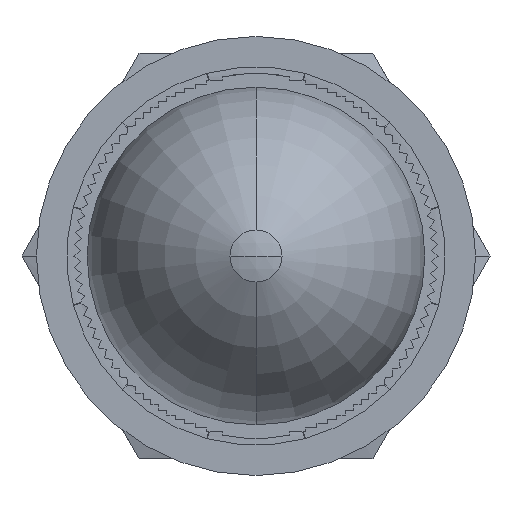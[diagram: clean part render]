
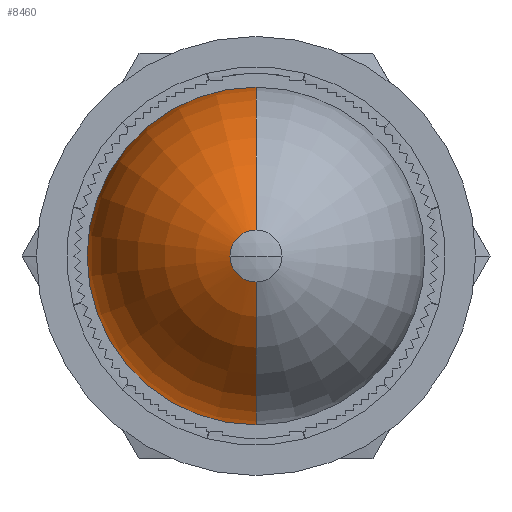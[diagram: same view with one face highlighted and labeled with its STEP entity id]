
A CAD part, front view. The second image highlights one B-rep face of the part: STEP entity #8460.
In plain terms, the highlighted toroidal (fillet/blend) face has major radius 2 mm and minor radius 7 mm.
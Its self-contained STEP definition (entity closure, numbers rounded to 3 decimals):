
#123 = DIRECTION ( 'NONE',  ( 0., 1., 0. ) ) ;
#982 = VERTEX_POINT ( 'NONE', #19621 ) ;
#1150 = DIRECTION ( 'NONE',  ( 0., 0., 1. ) ) ;
#1159 = VERTEX_POINT ( 'NONE', #13823 ) ;
#1939 = AXIS2_PLACEMENT_3D ( 'NONE', #9087, #23437, #11136 ) ;
#2529 = EDGE_CURVE ( 'NONE', #982, #10503, #11953, .T. ) ;
#2614 = AXIS2_PLACEMENT_3D ( 'NONE', #25748, #13441, #1150 ) ;
#2779 = CARTESIAN_POINT ( 'NONE',  ( 0., -13.45, 5. ) ) ;
#3723 = AXIS2_PLACEMENT_3D ( 'NONE', #25533, #19510, #7205 ) ;
#3739 = EDGE_CURVE ( 'NONE', #1159, #24480, #18245, .T. ) ;
#4432 = AXIS2_PLACEMENT_3D ( 'NONE', #12395, #123, #14453 ) ;
#5133 = ORIENTED_EDGE ( 'NONE', *, *, #2529, .F. ) ;
#6363 = EDGE_LOOP ( 'NONE', ( #5133, #13736, #12707, #19352, #17663 ) ) ;
#7205 = DIRECTION ( 'NONE',  ( 0., 0., 1. ) ) ;
#7649 = CIRCLE ( 'NONE', #4432, 0.771 ) ;
#8460 = ADVANCED_FACE ( 'NONE', ( #9076 ), #12590, .T. ) ;
#8739 = DIRECTION ( 'NONE',  ( -1., 0., 0. ) ) ;
#9076 = FACE_OUTER_BOUND ( 'NONE', #6363, .T. ) ;
#9087 = CARTESIAN_POINT ( 'NONE',  ( 0., -13.45, 2. ) ) ;
#10032 = CARTESIAN_POINT ( 'NONE',  ( -0.771, -19.878, 0. ) ) ;
#10503 = VERTEX_POINT ( 'NONE', #24541 ) ;
#10577 = EDGE_CURVE ( 'NONE', #982, #17320, #7649, .T. ) ;
#11136 = DIRECTION ( 'NONE',  ( 0., 0., -1. ) ) ;
#11217 = CARTESIAN_POINT ( 'NONE',  ( 0., -19.878, 0. ) ) ;
#11953 = CIRCLE ( 'NONE', #1939, 7. ) ;
#12395 = CARTESIAN_POINT ( 'NONE',  ( 0., -19.878, 0. ) ) ;
#12590 = TOROIDAL_SURFACE ( 'NONE', #3723, -2., 7. ) ;
#12707 = ORIENTED_EDGE ( 'NONE', *, *, #22033, .T. ) ;
#13283 = DIRECTION ( 'NONE',  ( 0., 0., 1. ) ) ;
#13441 = DIRECTION ( 'NONE',  ( 0., 1., 0. ) ) ;
#13736 = ORIENTED_EDGE ( 'NONE', *, *, #10577, .T. ) ;
#13823 = CARTESIAN_POINT ( 'NONE',  ( 0., -19.878, 0.771 ) ) ;
#14453 = DIRECTION ( 'NONE',  ( 0., 0., 1. ) ) ;
#15737 = AXIS2_PLACEMENT_3D ( 'NONE', #11217, #25596, #13283 ) ;
#17288 = CIRCLE ( 'NONE', #2614, 5. ) ;
#17320 = VERTEX_POINT ( 'NONE', #10032 ) ;
#17663 = ORIENTED_EDGE ( 'NONE', *, *, #17776, .F. ) ;
#17776 = EDGE_CURVE ( 'NONE', #10503, #24480, #17288, .T. ) ;
#18245 = CIRCLE ( 'NONE', #21895, 7. ) ;
#19352 = ORIENTED_EDGE ( 'NONE', *, *, #3739, .T. ) ;
#19510 = DIRECTION ( 'NONE',  ( 0., 1., 0. ) ) ;
#19621 = CARTESIAN_POINT ( 'NONE',  ( 0., -19.878, -0.771 ) ) ;
#19844 = CIRCLE ( 'NONE', #15737, 0.771 ) ;
#21021 = CARTESIAN_POINT ( 'NONE',  ( 0., -13.45, -2. ) ) ;
#21895 = AXIS2_PLACEMENT_3D ( 'NONE', #21021, #8739, #23094 ) ;
#22033 = EDGE_CURVE ( 'NONE', #17320, #1159, #19844, .T. ) ;
#23094 = DIRECTION ( 'NONE',  ( 0., -1., 0. ) ) ;
#23437 = DIRECTION ( 'NONE',  ( 1., 0., 0. ) ) ;
#24480 = VERTEX_POINT ( 'NONE', #2779 ) ;
#24541 = CARTESIAN_POINT ( 'NONE',  ( 0., -13.45, -5. ) ) ;
#25533 = CARTESIAN_POINT ( 'NONE',  ( 0., -13.45, 0. ) ) ;
#25596 = DIRECTION ( 'NONE',  ( 0., 1., 0. ) ) ;
#25748 = CARTESIAN_POINT ( 'NONE',  ( 0., -13.45, 0. ) ) ;
